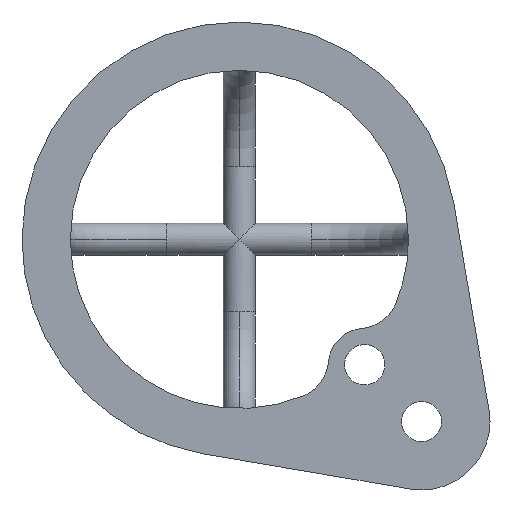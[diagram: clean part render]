
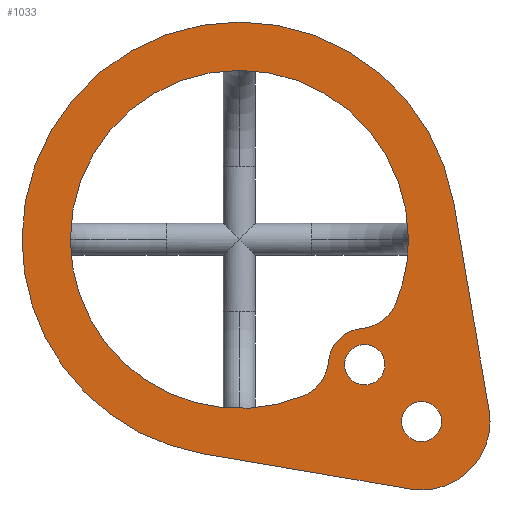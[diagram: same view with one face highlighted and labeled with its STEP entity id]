
A CAD part, front view. The second image highlights one B-rep face of the part: STEP entity #1033.
In plain terms, the highlighted planar face has unit normal (0, -1, 0).
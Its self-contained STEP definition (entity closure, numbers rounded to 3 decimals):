
#14 = CIRCLE ( 'NONE', #1312, 5. ) ;
#30 = CARTESIAN_POINT ( 'NONE',  ( 7.989, -3., -19.421 ) ) ;
#45 = VERTEX_POINT ( 'NONE', #30 ) ;
#47 = ORIENTED_EDGE ( 'NONE', *, *, #88, .F. ) ;
#60 = DIRECTION ( 'NONE',  ( 0., 1., 0. ) ) ;
#62 = CIRCLE ( 'NONE', #393, 21. ) ;
#63 = EDGE_CURVE ( 'NONE', #792, #1050, #850, .T. ) ;
#64 = ORIENTED_EDGE ( 'NONE', *, *, #103, .T. ) ;
#76 = CARTESIAN_POINT ( 'NONE',  ( 0., -3., 0. ) ) ;
#88 = EDGE_CURVE ( 'NONE', #520, #45, #62, .T. ) ;
#94 = ORIENTED_EDGE ( 'NONE', *, *, #879, .T. ) ;
#103 = EDGE_CURVE ( 'NONE', #719, #573, #402, .T. ) ;
#111 = DIRECTION ( 'NONE',  ( 0., 1., 0. ) ) ;
#115 = VERTEX_POINT ( 'NONE', #1038 ) ;
#143 = AXIS2_PLACEMENT_3D ( 'NONE', #541, #1065, #344 ) ;
#164 = DIRECTION ( 'NONE',  ( 1., 0., 0. ) ) ;
#167 = AXIS2_PLACEMENT_3D ( 'NONE', #981, #1315, #1109 ) ;
#180 = CARTESIAN_POINT ( 'NONE',  ( 25.127, -3., -22.627 ) ) ;
#182 = DIRECTION ( 'NONE',  ( 0.986, 0., -0.168 ) ) ;
#213 = CIRCLE ( 'NONE', #527, 8.5 ) ;
#250 = DIRECTION ( 'NONE',  ( 0., -1., 0. ) ) ;
#267 = EDGE_CURVE ( 'NONE', #796, #45, #897, .T. ) ;
#284 = CARTESIAN_POINT ( 'NONE',  ( 0., -3., 0. ) ) ;
#294 = DIRECTION ( 'NONE',  ( -0.168, 0., 0.986 ) ) ;
#305 = CARTESIAN_POINT ( 'NONE',  ( 15.197, -3., -11.071 ) ) ;
#317 = DIRECTION ( 'NONE',  ( -1., 0., 0. ) ) ;
#319 = FACE_BOUND ( 'NONE', #929, .T. ) ;
#325 = AXIS2_PLACEMENT_3D ( 'NONE', #1342, #718, #1142 ) ;
#331 = CARTESIAN_POINT ( 'NONE',  ( 21., -3., 0. ) ) ;
#332 = DIRECTION ( 'NONE',  ( 0., 1., 0. ) ) ;
#337 = CARTESIAN_POINT ( 'NONE',  ( 13.056, -3., -15.556 ) ) ;
#344 = DIRECTION ( 'NONE',  ( 1., 0., 0. ) ) ;
#346 = CIRCLE ( 'NONE', #1291, 27. ) ;
#360 = CARTESIAN_POINT ( 'NONE',  ( 0., -3., 0. ) ) ;
#379 = DIRECTION ( 'NONE',  ( 0., -1., 0. ) ) ;
#380 = ORIENTED_EDGE ( 'NONE', *, *, #63, .F. ) ;
#392 = CIRCLE ( 'NONE', #1057, 2.5 ) ;
#393 = AXIS2_PLACEMENT_3D ( 'NONE', #76, #379, #898 ) ;
#395 = ORIENTED_EDGE ( 'NONE', *, *, #1300, .T. ) ;
#402 = LINE ( 'NONE', #536, #983 ) ;
#404 = VERTEX_POINT ( 'NONE', #408 ) ;
#407 = EDGE_CURVE ( 'NONE', #404, #865, #724, .T. ) ;
#408 = CARTESIAN_POINT ( 'NONE',  ( -4.54, -3., -26.615 ) ) ;
#419 = VERTEX_POINT ( 'NONE', #1046 ) ;
#439 = CIRCLE ( 'NONE', #325, 2.5 ) ;
#456 = DIRECTION ( 'NONE',  ( 1., 0., 0. ) ) ;
#458 = VERTEX_POINT ( 'NONE', #1258 ) ;
#486 = CARTESIAN_POINT ( 'NONE',  ( 11.071, -3., -15.197 ) ) ;
#495 = EDGE_CURVE ( 'NONE', #792, #1103, #14, .T. ) ;
#520 = VERTEX_POINT ( 'NONE', #761 ) ;
#527 = AXIS2_PLACEMENT_3D ( 'NONE', #949, #1086, #317 ) ;
#532 = ORIENTED_EDGE ( 'NONE', *, *, #690, .F. ) ;
#533 = FACE_BOUND ( 'NONE', #993, .T. ) ;
#536 = CARTESIAN_POINT ( 'NONE',  ( 26.615, -3., 4.54 ) ) ;
#541 = CARTESIAN_POINT ( 'NONE',  ( 0., -3., 0. ) ) ;
#563 = CARTESIAN_POINT ( 'NONE',  ( 0., -3., 0. ) ) ;
#573 = VERTEX_POINT ( 'NONE', #745 ) ;
#574 = CARTESIAN_POINT ( 'NONE',  ( 22.627, -3., -22.627 ) ) ;
#580 = EDGE_CURVE ( 'NONE', #1050, #520, #891, .T. ) ;
#617 = ORIENTED_EDGE ( 'NONE', *, *, #791, .F. ) ;
#650 = CARTESIAN_POINT ( 'NONE',  ( 15.556, -3., -15.556 ) ) ;
#667 = CARTESIAN_POINT ( 'NONE',  ( 19.421, -3., -7.989 ) ) ;
#676 = DIRECTION ( 'NONE',  ( -1., 0., 0. ) ) ;
#680 = ORIENTED_EDGE ( 'NONE', *, *, #708, .T. ) ;
#690 = EDGE_CURVE ( 'NONE', #890, #419, #1203, .T. ) ;
#691 = CARTESIAN_POINT ( 'NONE',  ( 15.556, -3., -15.556 ) ) ;
#708 = EDGE_CURVE ( 'NONE', #458, #404, #1027, .T. ) ;
#718 = DIRECTION ( 'NONE',  ( 0., -1., 0. ) ) ;
#719 = VERTEX_POINT ( 'NONE', #994 ) ;
#724 = LINE ( 'NONE', #1051, #1114 ) ;
#740 = AXIS2_PLACEMENT_3D ( 'NONE', #574, #1212, #793 ) ;
#745 = CARTESIAN_POINT ( 'NONE',  ( 26.615, -3., 4.54 ) ) ;
#751 = CARTESIAN_POINT ( 'NONE',  ( 14.797, -3., -6.087 ) ) ;
#761 = CARTESIAN_POINT ( 'NONE',  ( -21., -3., 0. ) ) ;
#773 = EDGE_CURVE ( 'NONE', #419, #890, #849, .T. ) ;
#791 = EDGE_CURVE ( 'NONE', #796, #1103, #872, .T. ) ;
#792 = VERTEX_POINT ( 'NONE', #667 ) ;
#793 = DIRECTION ( 'NONE',  ( 1., 0., 0. ) ) ;
#794 = ORIENTED_EDGE ( 'NONE', *, *, #495, .T. ) ;
#796 = VERTEX_POINT ( 'NONE', #486 ) ;
#849 = CIRCLE ( 'NONE', #167, 2.5 ) ;
#850 = CIRCLE ( 'NONE', #1028, 21. ) ;
#863 = DIRECTION ( 'NONE',  ( 0., -1., 0. ) ) ;
#865 = VERTEX_POINT ( 'NONE', #1222 ) ;
#872 = CIRCLE ( 'NONE', #1202, 4.5 ) ;
#873 = DIRECTION ( 'NONE',  ( -1., 0., 0. ) ) ;
#879 = EDGE_CURVE ( 'NONE', #573, #458, #346, .T. ) ;
#880 = EDGE_LOOP ( 'NONE', ( #395, #64, #94, #680, #1211 ) ) ;
#886 = DIRECTION ( 'NONE',  ( 0., -1., 0. ) ) ;
#890 = VERTEX_POINT ( 'NONE', #180 ) ;
#891 = CIRCLE ( 'NONE', #143, 21. ) ;
#897 = CIRCLE ( 'NONE', #1295, 5. ) ;
#898 = DIRECTION ( 'NONE',  ( 1., 0., 0. ) ) ;
#929 = EDGE_LOOP ( 'NONE', ( #1093, #945 ) ) ;
#945 = ORIENTED_EDGE ( 'NONE', *, *, #1221, .F. ) ;
#946 = DIRECTION ( 'NONE',  ( -1., 0., 0. ) ) ;
#949 = CARTESIAN_POINT ( 'NONE',  ( 22.627, -3., -22.627 ) ) ;
#966 = VERTEX_POINT ( 'NONE', #337 ) ;
#978 = ORIENTED_EDGE ( 'NONE', *, *, #267, .T. ) ;
#981 = CARTESIAN_POINT ( 'NONE',  ( 22.627, -3., -22.627 ) ) ;
#983 = VECTOR ( 'NONE', #294, 1000. ) ;
#993 = EDGE_LOOP ( 'NONE', ( #1108, #532 ) ) ;
#994 = CARTESIAN_POINT ( 'NONE',  ( 31.006, -3., -21.198 ) ) ;
#1006 = CARTESIAN_POINT ( 'NONE',  ( 6.087, -3., -14.797 ) ) ;
#1011 = DIRECTION ( 'NONE',  ( 1., 0., 0. ) ) ;
#1027 = CIRCLE ( 'NONE', #1353, 27. ) ;
#1028 = AXIS2_PLACEMENT_3D ( 'NONE', #360, #250, #164 ) ;
#1033 = ADVANCED_FACE ( 'NONE', ( #533, #319, #1059, #1261 ), #1267, .F. ) ;
#1034 = DIRECTION ( 'NONE',  ( 0., -1., 0. ) ) ;
#1038 = CARTESIAN_POINT ( 'NONE',  ( 18.056, -3., -15.556 ) ) ;
#1046 = CARTESIAN_POINT ( 'NONE',  ( 20.127, -3., -22.627 ) ) ;
#1050 = VERTEX_POINT ( 'NONE', #331 ) ;
#1051 = CARTESIAN_POINT ( 'NONE',  ( 21.198, -3., -31.006 ) ) ;
#1057 = AXIS2_PLACEMENT_3D ( 'NONE', #650, #863, #456 ) ;
#1059 = FACE_OUTER_BOUND ( 'NONE', #880, .T. ) ;
#1065 = DIRECTION ( 'NONE',  ( 0., -1., 0. ) ) ;
#1086 = DIRECTION ( 'NONE',  ( 0., -1., 0. ) ) ;
#1089 = ORIENTED_EDGE ( 'NONE', *, *, #580, .F. ) ;
#1093 = ORIENTED_EDGE ( 'NONE', *, *, #1339, .F. ) ;
#1100 = DIRECTION ( 'NONE',  ( 0., 1., 0. ) ) ;
#1103 = VERTEX_POINT ( 'NONE', #305 ) ;
#1108 = ORIENTED_EDGE ( 'NONE', *, *, #773, .F. ) ;
#1109 = DIRECTION ( 'NONE',  ( 1., 0., 0. ) ) ;
#1114 = VECTOR ( 'NONE', #182, 1000. ) ;
#1129 = DIRECTION ( 'NONE',  ( 1., 0., 0. ) ) ;
#1142 = DIRECTION ( 'NONE',  ( 1., 0., 0. ) ) ;
#1166 = CARTESIAN_POINT ( 'NONE',  ( 22.627, -3., -22.627 ) ) ;
#1183 = EDGE_LOOP ( 'NONE', ( #380, #794, #617, #978, #47, #1089 ) ) ;
#1202 = AXIS2_PLACEMENT_3D ( 'NONE', #691, #60, #1302 ) ;
#1203 = CIRCLE ( 'NONE', #740, 2.5 ) ;
#1211 = ORIENTED_EDGE ( 'NONE', *, *, #407, .T. ) ;
#1212 = DIRECTION ( 'NONE',  ( 0., -1., 0. ) ) ;
#1221 = EDGE_CURVE ( 'NONE', #115, #966, #439, .T. ) ;
#1222 = CARTESIAN_POINT ( 'NONE',  ( 21.198, -3., -31.006 ) ) ;
#1258 = CARTESIAN_POINT ( 'NONE',  ( -27., -3., 0. ) ) ;
#1261 = FACE_BOUND ( 'NONE', #1183, .T. ) ;
#1267 = PLANE ( 'NONE',  #1294 ) ;
#1291 = AXIS2_PLACEMENT_3D ( 'NONE', #284, #1034, #1129 ) ;
#1294 = AXIS2_PLACEMENT_3D ( 'NONE', #1166, #111, #946 ) ;
#1295 = AXIS2_PLACEMENT_3D ( 'NONE', #1006, #1100, #676 ) ;
#1300 = EDGE_CURVE ( 'NONE', #865, #719, #213, .T. ) ;
#1302 = DIRECTION ( 'NONE',  ( -1., 0., 0. ) ) ;
#1312 = AXIS2_PLACEMENT_3D ( 'NONE', #751, #332, #873 ) ;
#1315 = DIRECTION ( 'NONE',  ( 0., -1., 0. ) ) ;
#1339 = EDGE_CURVE ( 'NONE', #966, #115, #392, .T. ) ;
#1342 = CARTESIAN_POINT ( 'NONE',  ( 15.556, -3., -15.556 ) ) ;
#1353 = AXIS2_PLACEMENT_3D ( 'NONE', #563, #886, #1011 ) ;
